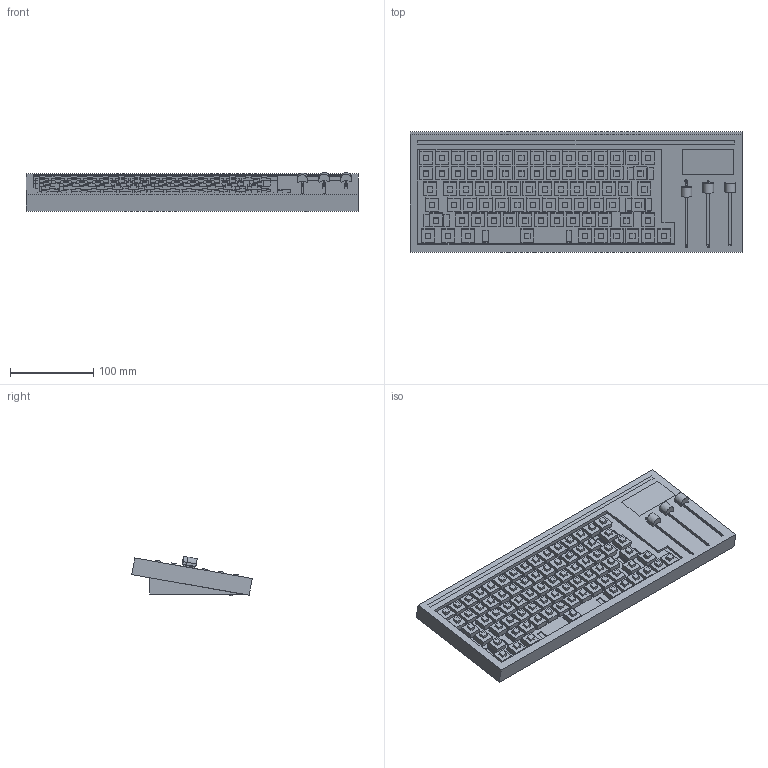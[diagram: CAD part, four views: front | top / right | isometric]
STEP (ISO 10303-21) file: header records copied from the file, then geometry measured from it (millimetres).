
FILE_DESCRIPTION(/* description */ ('STEP AP242','CAx-IF Rec.Pracs.---Representation and Presentation of Product Manufacturing Information (PMI)---4.0---2014-10-13','CAx-IF Rec.Pracs.---3D Tessellated Geometry---0.4---2014-09-14','2;1'),/* implementation_level */ '2;1');
FILE_NAME(/* name */ '66be5b6e28764957d3354876',/* time_stamp */ '2024-08-15T19:48:02Z',/* author */ (''),/* organization */ (''),/* preprocessor_version */ 'ST-DEVELOPER v20',/* originating_system */ ' ',/* authorisation */ ' ');
FILE_SCHEMA (('AP242_MANAGED_MODEL_BASED_3D_ENGINEERING_MIM_LF { 1 0 10303 442 1 1 4 }'));
Products named in the file (22): Keyboard Assembly; Switch; Aesthetic Bar; Switch Plate; Screen; Top Plate; Angle Plate; Nice!Nano; Screen Cover; Bottom Gasket; Copper Weight; Bottom Plate; Slider <1>; Part 3; 603BP; Part 2; PH Countersunk flat head screw M2x0.4 x 4; Slider <2>; Feet; Top Gasket; PCB; Slider <3>
Assembly tree (107 placements, depth 3):
  Keyboard Assembly
    Switch  x79
    Aesthetic Bar
    Switch Plate
    Screen
    Top Plate
    Angle Plate
    Nice!Nano
    Screen Cover
    Bottom Gasket  x2
    Copper Weight
    Bottom Plate
    Slider <1>
      Part 3
      603BP
      Part 2
    PH Countersunk flat head screw M2x0.4 x 4
    Slider <2>
      Part 3
      603BP
      Part 2
    Feet
    Top Gasket  x2
    PCB
    Slider <3>
      Part 3
      Part 2
      603BP
Bounding box: 398.76 x 144.59 x 47.07 mm (x, y, z)
Volume: 826293.4 mm3; surface area: 542582.3 mm2
Topology: 104 solids, 104 shells, 4908 faces, 12626 edges, 8244 vertices
Faces by surface type: plane 3573, cylinder 1237, bspline 73, torus 17, cone 4, sphere 4
Full cylindrical faces by diameter (mm): 0.5 x2, 0.9 x27, 1 x237, 2 x16, 2.2 x1, 3.8 x1, 8.3 x4
Entity records: 68340 total; most frequent: CARTESIAN_POINT 13272, ORIENTED_EDGE 11470, DIRECTION 10954, EDGE_CURVE 5735, LINE 4442, VECTOR 4442, VERTEX_POINT 3774, AXIS2_PLACEMENT_3D 3256
